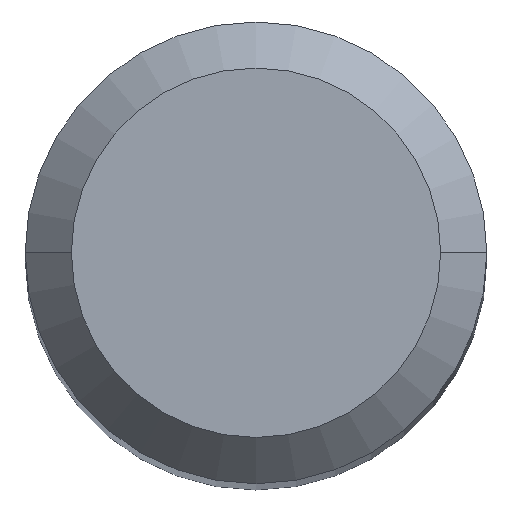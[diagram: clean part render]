
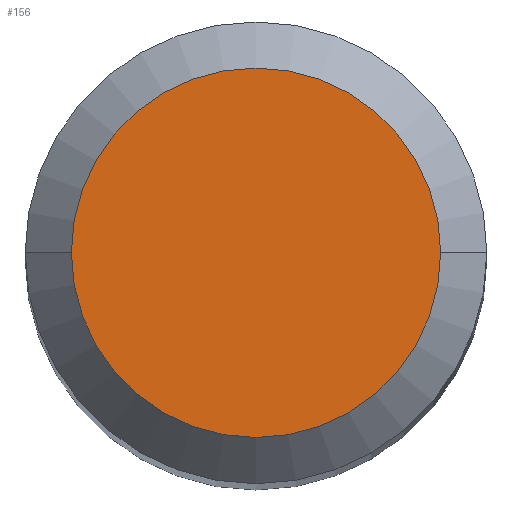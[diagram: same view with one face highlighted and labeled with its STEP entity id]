
A CAD part, top view. The second image highlights one B-rep face of the part: STEP entity #156.
In plain terms, the highlighted planar face has unit normal (0, 0, 1).
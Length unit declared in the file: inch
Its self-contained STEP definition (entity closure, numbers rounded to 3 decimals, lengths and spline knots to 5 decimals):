
#11 = DIRECTION ( 'NONE',  ( 0., 0., 1. ) ) ;
#25 = CARTESIAN_POINT ( 'NONE',  ( 0., 0., 0. ) ) ;
#51 = PLANE ( 'NONE',  #450 ) ;
#81 = EDGE_CURVE ( 'NONE', #393, #247, #142, .T. ) ;
#142 = CIRCLE ( 'NONE', #420, 0.04724 ) ;
#156 = ADVANCED_FACE ( 'NONE', ( #443 ), #51, .F. ) ;
#166 = CARTESIAN_POINT ( 'NONE',  ( 0., 0., 0. ) ) ;
#175 = ORIENTED_EDGE ( 'NONE', *, *, #260, .T. ) ;
#189 = CARTESIAN_POINT ( 'NONE',  ( 0., 0., 0. ) ) ;
#205 = DIRECTION ( 'NONE',  ( -1., 0., 0. ) ) ;
#247 = VERTEX_POINT ( 'NONE', #256 ) ;
#256 = CARTESIAN_POINT ( 'NONE',  ( 0.04724, 0., 0. ) ) ;
#260 = EDGE_CURVE ( 'NONE', #247, #393, #295, .T. ) ;
#293 = EDGE_LOOP ( 'NONE', ( #355, #175 ) ) ;
#295 = CIRCLE ( 'NONE', #384, 0.04724 ) ;
#325 = DIRECTION ( 'NONE',  ( 0., 0., 1. ) ) ;
#355 = ORIENTED_EDGE ( 'NONE', *, *, #81, .T. ) ;
#372 = DIRECTION ( 'NONE',  ( 0., 0., -1. ) ) ;
#384 = AXIS2_PLACEMENT_3D ( 'NONE', #25, #325, #470 ) ;
#393 = VERTEX_POINT ( 'NONE', #446 ) ;
#420 = AXIS2_PLACEMENT_3D ( 'NONE', #189, #11, #457 ) ;
#443 = FACE_OUTER_BOUND ( 'NONE', #293, .T. ) ;
#446 = CARTESIAN_POINT ( 'NONE',  ( -0.04724, 0., 0. ) ) ;
#450 = AXIS2_PLACEMENT_3D ( 'NONE', #166, #372, #205 ) ;
#457 = DIRECTION ( 'NONE',  ( 1., 0., 0. ) ) ;
#470 = DIRECTION ( 'NONE',  ( 1., 0., 0. ) ) ;
